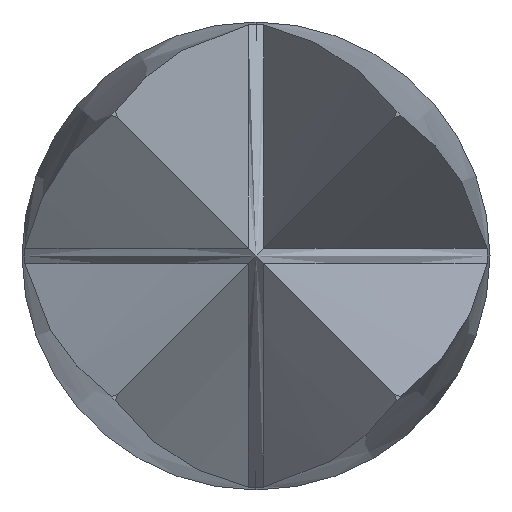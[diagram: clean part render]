
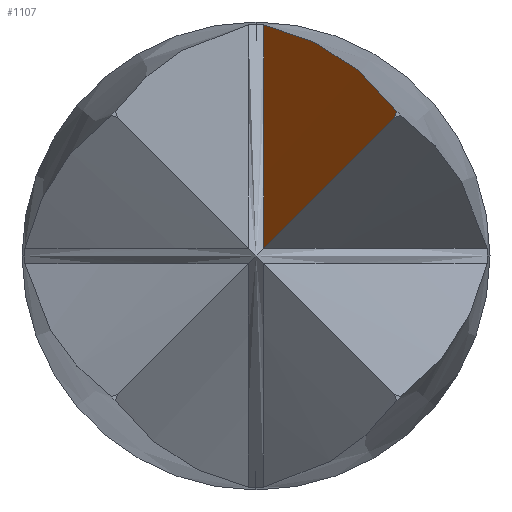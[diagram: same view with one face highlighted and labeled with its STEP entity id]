
A CAD part, left-side view. The second image highlights one B-rep face of the part: STEP entity #1107.
In plain terms, the highlighted conical face has half-angle 60 degrees and reference radius 6.985 mm.
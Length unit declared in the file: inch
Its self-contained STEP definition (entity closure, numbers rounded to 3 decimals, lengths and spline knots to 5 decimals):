
#37 = ORIENTED_EDGE ( 'NONE', *, *, #1124, .F. ) ;
#66 = CARTESIAN_POINT ( 'NONE',  ( -0.45, -0.01384, 0.01423 ) ) ;
#69 = DIRECTION ( 'NONE',  ( 0., 0., 1. ) ) ;
#70 = ORIENTED_EDGE ( 'NONE', *, *, #1742, .F. ) ;
#73 = CARTESIAN_POINT ( 'NONE',  ( -0.40962, -0.00075, 0.02273 ) ) ;
#83 = CARTESIAN_POINT ( 'NONE',  ( -0.43746, -0.00502, 0.00502 ) ) ;
#92 = DIRECTION ( 'NONE',  ( 0., 1., 0. ) ) ;
#109 = B_SPLINE_CURVE_WITH_KNOTS ( 'NONE', 3,
 ( #66, #417, #905, #2098, #1074, #73 ),
 .UNSPECIFIED., .F., .F.,
 ( 4, 2, 4 ),
 ( 0., 0.00055, 0.0011 ),
 .UNSPECIFIED. ) ;
#265 = CARTESIAN_POINT ( 'NONE',  ( -0.44372, -0.00929, 0.00929 ) ) ;
#273 = ORIENTED_EDGE ( 'NONE', *, *, #1980, .T. ) ;
#292 = B_SPLINE_CURVE_WITH_KNOTS ( 'NONE', 3,
 ( #439, #265, #83, #1087 ),
 .UNSPECIFIED., .F., .F.,
 ( 4, 4 ),
 ( 0., 0.00066 ),
 .UNSPECIFIED. ) ;
#417 = CARTESIAN_POINT ( 'NONE',  ( -0.44329, -0.01219, 0.0165 ) ) ;
#423 = AXIS2_PLACEMENT_3D ( 'NONE', #1630, #1283, #1098 ) ;
#439 = CARTESIAN_POINT ( 'NONE',  ( -0.45, -0.01354, 0.01354 ) ) ;
#445 = VERTEX_POINT ( 'NONE', #2050 ) ;
#455 = VERTEX_POINT ( 'NONE', #526 ) ;
#467 = CARTESIAN_POINT ( 'NONE',  ( -0.45, -0.01384, 0.01423 ) ) ;
#526 = CARTESIAN_POINT ( 'NONE',  ( -0.45, -0.01354, 0.01354 ) ) ;
#719 = EDGE_LOOP ( 'NONE', ( #273, #1167, #37, #70 ) ) ;
#736 = EDGE_CURVE ( 'NONE', #931, #1276, #983, .T. ) ;
#905 = CARTESIAN_POINT ( 'NONE',  ( -0.43658, -0.01024, 0.0183 ) ) ;
#931 = VERTEX_POINT ( 'NONE', #1589 ) ;
#935 = CARTESIAN_POINT ( 'NONE',  ( -0.68775, -0.00075, 0.27426 ) ) ;
#983 = CIRCLE ( 'NONE', #1153, 0.375 ) ;
#1074 = CARTESIAN_POINT ( 'NONE',  ( -0.41635, -0.00341, 0.02216 ) ) ;
#1087 = CARTESIAN_POINT ( 'NONE',  ( -0.4312, -0.00075, 0.00075 ) ) ;
#1098 = DIRECTION ( 'NONE',  ( 0., 0., 1. ) ) ;
#1107 = ADVANCED_FACE ( 'NONE', ( #1778 ), #1505, .F. ) ;
#1124 = EDGE_CURVE ( 'NONE', #455, #1276, #292, .T. ) ;
#1128 = CARTESIAN_POINT ( 'NONE',  ( -0.45, -0.01354, 0.01354 ) ) ;
#1153 = AXIS2_PLACEMENT_3D ( 'NONE', #935, #92, #69 ) ;
#1167 = ORIENTED_EDGE ( 'NONE', *, *, #736, .T. ) ;
#1174 = CARTESIAN_POINT ( 'NONE',  ( -0.4312, -0.00075, 0.00075 ) ) ;
#1276 = VERTEX_POINT ( 'NONE', #1174 ) ;
#1283 = DIRECTION ( 'NONE',  ( 0., 1., 0. ) ) ;
#1505 = CONICAL_SURFACE ( 'NONE', #423, 0.275, 1.047 ) ;
#1589 = CARTESIAN_POINT ( 'NONE',  ( -0.40962, -0.00075, 0.02273 ) ) ;
#1592 = B_SPLINE_CURVE_WITH_KNOTS ( 'NONE', 3,
 ( #467, #1645, #2149, #1128 ),
 .UNSPECIFIED., .F., .F.,
 ( 4, 4 ),
 ( 0.00075, 0.00077 ),
 .UNSPECIFIED. ) ;
#1630 = CARTESIAN_POINT ( 'NONE',  ( -0.68775, -0.05849, 0.27426 ) ) ;
#1645 = CARTESIAN_POINT ( 'NONE',  ( -0.45, -0.01374, 0.014 ) ) ;
#1742 = EDGE_CURVE ( 'NONE', #445, #455, #1592, .T. ) ;
#1778 = FACE_OUTER_BOUND ( 'NONE', #719, .T. ) ;
#1980 = EDGE_CURVE ( 'NONE', #445, #931, #109, .T. ) ;
#2050 = CARTESIAN_POINT ( 'NONE',  ( -0.45, -0.01384, 0.01423 ) ) ;
#2098 = CARTESIAN_POINT ( 'NONE',  ( -0.42311, -0.00585, 0.02113 ) ) ;
#2149 = CARTESIAN_POINT ( 'NONE',  ( -0.45, -0.01364, 0.01377 ) ) ;
